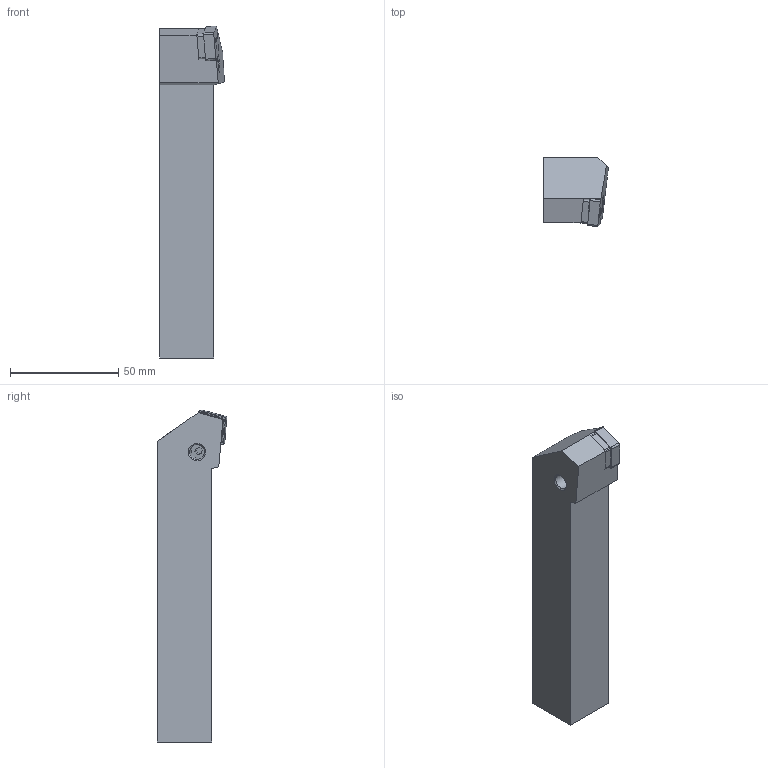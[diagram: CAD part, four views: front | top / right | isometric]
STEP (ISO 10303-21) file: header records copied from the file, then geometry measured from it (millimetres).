
FILE_DESCRIPTION((''),'2;1');
FILE_NAME('PCKNR2525M12.stp','2022-10-06T11:18:48',('Oftec7'),(''),'Autodesk Inventor 2013','Autodesk Inventor 2013','');
FILE_SCHEMA(('CONFIG_CONTROL_DESIGN'));
Length unit declared in the file: millimetre
Products named in the file (1): PCKNR2525M12
Bounding box: 29.87 x 31.99 x 153.09 mm (x, y, z)
Volume: 96220.7 mm3; surface area: 19171.4 mm2
Topology: 5 solids, 5 shells, 99 faces, 242 edges, 155 vertices
Faces by surface type: plane 63, cylinder 24, cone 9, bspline 3
Full cylindrical faces by diameter (mm): 3.7 x1, 4 x1, 5 x2, 6.884 x1, 8 x2
Entity records: 3081 total; most frequent: CARTESIAN_POINT 680, DIRECTION 478, ORIENTED_EDGE 450, EDGE_CURVE 225, AXIS2_PLACEMENT_3D 161, VECTOR 156, LINE 156, VERTEX_POINT 151
